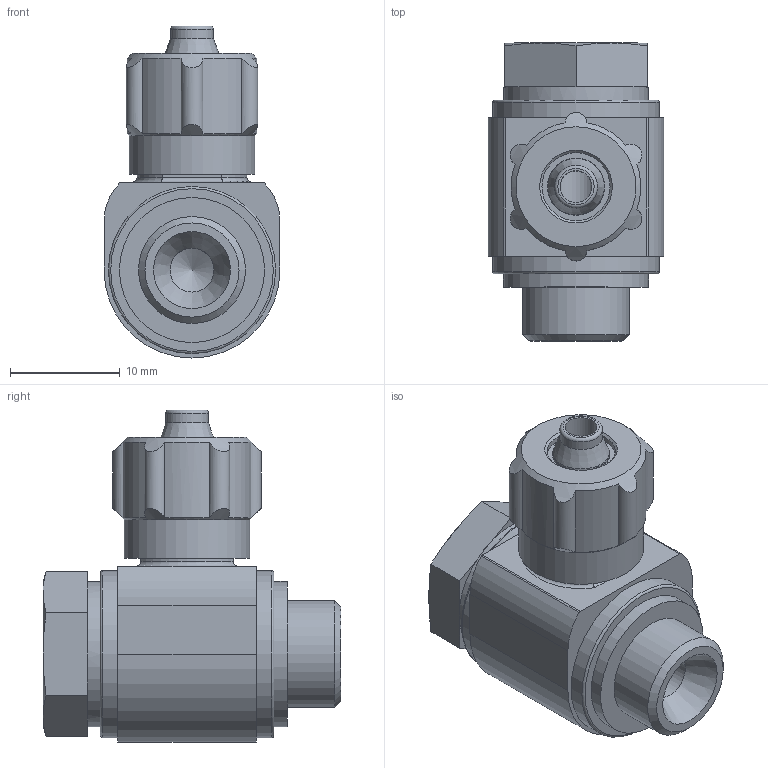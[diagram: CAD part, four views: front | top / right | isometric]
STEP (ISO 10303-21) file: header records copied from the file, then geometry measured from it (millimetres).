
FILE_DESCRIPTION(/* description */ ('STEP AP214'),/* implementation_level */ '2;1');
FILE_NAME(/* name */ '4469_LCK-1_8-PK-4',/* time_stamp */ '2024-08-22T14:39:14+02:00',/* author */ ('License CC BY-ND 4.0'),/* organization */ ('CADENAS'),/* preprocessor_version */ 'ST-DEVELOPER v19.3',/* originating_system */ 'PARTsolutions',/* authorisation */ ' ');
FILE_SCHEMA (('AUTOMOTIVE_DESIGN {1 0 10303 214 3 1 1}'));
Length unit declared in the file: millimetre
Products named in the file (1): 4469 LCK-1/8-PK-4
Bounding box: 16 x 27.1 x 30.2 mm (x, y, z)
Volume: 5607.9 mm3; surface area: 2672.1 mm2
Topology: 1 solids, 1 shells, 85 faces, 195 edges, 120 vertices
Faces by surface type: plane 34, cylinder 32, cone 13, torus 6
Full cylindrical faces by diameter (mm): 2.9 x1, 3.9 x1, 4 x1, 5.2 x1, 6.2 x1, 9.728 x1, 11.4 x1, 13.2 x2, 15.2 x2
Entity records: 2329 total; most frequent: CARTESIAN_POINT 523, DIRECTION 380, ORIENTED_EDGE 326, EDGE_CURVE 163, AXIS2_PLACEMENT_3D 160, FACE_BOUND 119, EDGE_LOOP 118, VERTEX_POINT 112
